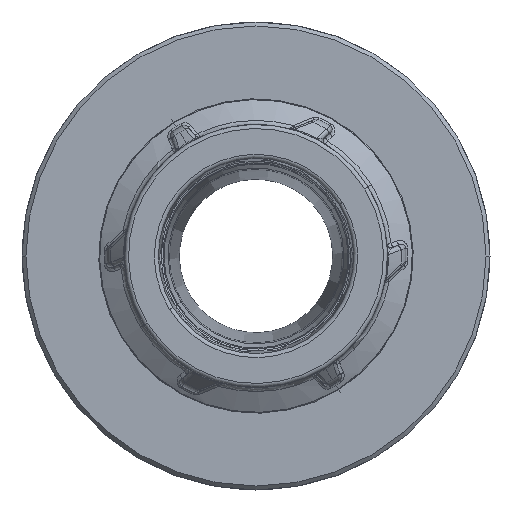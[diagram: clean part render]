
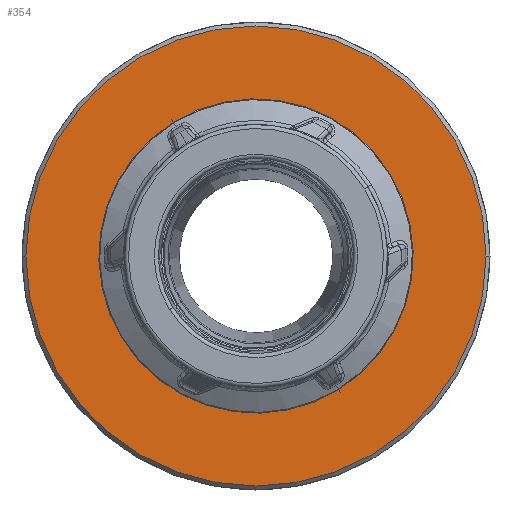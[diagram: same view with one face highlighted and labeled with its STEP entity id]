
A CAD part, front view. The second image highlights one B-rep face of the part: STEP entity #354.
In plain terms, the highlighted planar face has unit normal (0, -1, 0).
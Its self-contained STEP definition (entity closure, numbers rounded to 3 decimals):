
#354=ADVANCED_FACE('',(#983,#984),#985,.T.);
#983=FACE_BOUND('',#1909,.T.);
#984=FACE_OUTER_BOUND('',#1910,.T.);
#985=PLANE('',#1911);
#1909=EDGE_LOOP('',(#4569,#4570));
#1910=EDGE_LOOP('',(#4571,#4572));
#1911=AXIS2_PLACEMENT_3D('',#4573,#4574,#4575);
#4569=ORIENTED_EDGE('',*,*,#6986,.T.);
#4570=ORIENTED_EDGE('',*,*,#6978,.T.);
#4571=ORIENTED_EDGE('',*,*,#6987,.F.);
#4572=ORIENTED_EDGE('',*,*,#6974,.F.);
#4573=CARTESIAN_POINT('',(-24.978,0.,0.0));
#4574=DIRECTION('',(0.0,-1.0,0.0));
#4575=DIRECTION('',(0.0,0.0,-1.0));
#6974=EDGE_CURVE('',#8041,#8043,#8044,.T.);
#6978=EDGE_CURVE('',#8050,#8047,#8051,.T.);
#6986=EDGE_CURVE('',#8047,#8050,#8061,.T.);
#6987=EDGE_CURVE('',#8043,#8041,#8062,.T.);
#8041=VERTEX_POINT('',#9619);
#8043=VERTEX_POINT('',#9622);
#8044=CIRCLE('',#9623,28.5);
#8047=VERTEX_POINT('',#9627);
#8050=VERTEX_POINT('',#9631);
#8051=CIRCLE('',#9632,19.425);
#8061=CIRCLE('',#9643,19.425);
#8062=CIRCLE('',#9644,28.5);
#9619=CARTESIAN_POINT('',(28.5,0.,0.));
#9622=CARTESIAN_POINT('',(-28.5,0.,0.));
#9623=AXIS2_PLACEMENT_3D('',#12096,#12097,#12098);
#9627=CARTESIAN_POINT('',(19.425,0.,0.));
#9631=CARTESIAN_POINT('',(-19.425,0.0,0.));
#9632=AXIS2_PLACEMENT_3D('',#12101,#12102,#12103);
#9643=AXIS2_PLACEMENT_3D('',#12117,#12118,#12119);
#9644=AXIS2_PLACEMENT_3D('',#12120,#12121,#12122);
#12096=CARTESIAN_POINT('',(0.0,0.,0.0));
#12097=DIRECTION('',(-0.0,1.0,0.0));
#12098=DIRECTION('',(1.0,0.0,0.0));
#12101=CARTESIAN_POINT('',(0.0,0.,0.0));
#12102=DIRECTION('',(0.0,1.0,0.0));
#12103=DIRECTION('',(-1.0,0.0,0.0));
#12117=CARTESIAN_POINT('',(0.0,0.,0.0));
#12118=DIRECTION('',(0.0,1.0,0.0));
#12119=DIRECTION('',(-1.0,0.0,0.0));
#12120=CARTESIAN_POINT('',(0.0,0.,0.0));
#12121=DIRECTION('',(-0.0,1.0,0.0));
#12122=DIRECTION('',(1.0,0.0,0.0));
